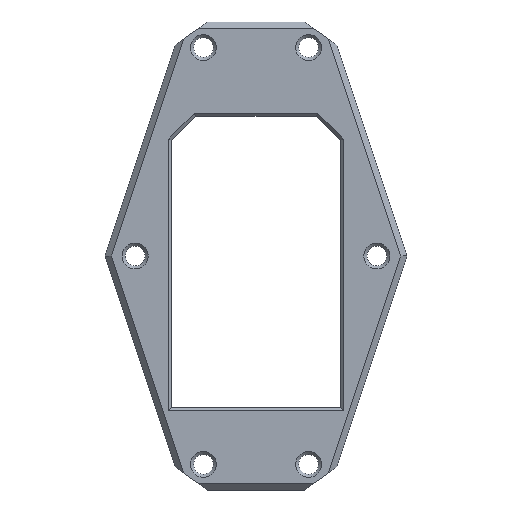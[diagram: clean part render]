
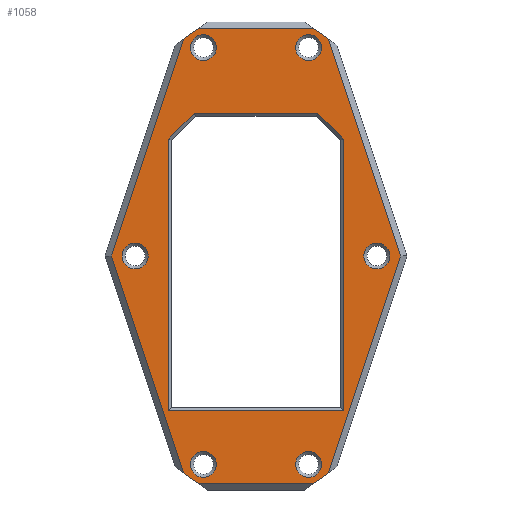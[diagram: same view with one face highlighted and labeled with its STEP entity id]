
A CAD part, front view. The second image highlights one B-rep face of the part: STEP entity #1058.
In plain terms, the highlighted planar face has unit normal (0, -1, 0).
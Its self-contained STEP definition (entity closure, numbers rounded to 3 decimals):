
#27=FACE_BOUND('',#129,.T.);
#28=FACE_BOUND('',#130,.T.);
#29=FACE_BOUND('',#131,.T.);
#30=FACE_BOUND('',#132,.T.);
#31=FACE_BOUND('',#133,.T.);
#32=FACE_BOUND('',#134,.T.);
#33=FACE_BOUND('',#135,.T.);
#43=CIRCLE('',#1131,2.15);
#44=CIRCLE('',#1132,2.15);
#45=CIRCLE('',#1133,2.15);
#46=CIRCLE('',#1134,2.15);
#47=CIRCLE('',#1135,2.15);
#48=CIRCLE('',#1136,2.15);
#70=FACE_OUTER_BOUND('',#128,.T.);
#128=EDGE_LOOP('',(#739,#740,#741,#742,#743,#744,#745,#746,#747,#748));
#129=EDGE_LOOP('',(#749));
#130=EDGE_LOOP('',(#750));
#131=EDGE_LOOP('',(#751));
#132=EDGE_LOOP('',(#752));
#133=EDGE_LOOP('',(#753));
#134=EDGE_LOOP('',(#754));
#135=EDGE_LOOP('',(#755,#756,#757,#758,#759,#760));
#193=LINE('',#1487,#325);
#197=LINE('',#1495,#329);
#201=LINE('',#1503,#333);
#204=LINE('',#1509,#336);
#206=LINE('',#1513,#338);
#210=LINE('',#1519,#342);
#218=LINE('',#1537,#350);
#219=LINE('',#1539,#351);
#220=LINE('',#1541,#352);
#221=LINE('',#1543,#353);
#222=LINE('',#1545,#354);
#223=LINE('',#1547,#355);
#224=LINE('',#1549,#356);
#225=LINE('',#1551,#357);
#226=LINE('',#1553,#358);
#227=LINE('',#1554,#359);
#325=VECTOR('',#1201,10.);
#329=VECTOR('',#1207,10.);
#333=VECTOR('',#1213,10.);
#336=VECTOR('',#1218,10.);
#338=VECTOR('',#1222,10.);
#342=VECTOR('',#1228,10.);
#350=VECTOR('',#1244,10.);
#351=VECTOR('',#1245,10.);
#352=VECTOR('',#1246,10.);
#353=VECTOR('',#1247,10.);
#354=VECTOR('',#1248,10.);
#355=VECTOR('',#1249,10.);
#356=VECTOR('',#1250,10.);
#357=VECTOR('',#1251,10.);
#358=VECTOR('',#1252,10.);
#359=VECTOR('',#1253,10.);
#457=VERTEX_POINT('',#1485);
#458=VERTEX_POINT('',#1486);
#461=VERTEX_POINT('',#1494);
#464=VERTEX_POINT('',#1502);
#466=VERTEX_POINT('',#1508);
#467=VERTEX_POINT('',#1512);
#473=VERTEX_POINT('',#1535);
#474=VERTEX_POINT('',#1536);
#475=VERTEX_POINT('',#1538);
#476=VERTEX_POINT('',#1540);
#477=VERTEX_POINT('',#1542);
#478=VERTEX_POINT('',#1544);
#479=VERTEX_POINT('',#1546);
#480=VERTEX_POINT('',#1548);
#481=VERTEX_POINT('',#1550);
#482=VERTEX_POINT('',#1552);
#483=VERTEX_POINT('',#1555);
#484=VERTEX_POINT('',#1557);
#485=VERTEX_POINT('',#1559);
#486=VERTEX_POINT('',#1561);
#487=VERTEX_POINT('',#1563);
#488=VERTEX_POINT('',#1565);
#553=EDGE_CURVE('',#457,#458,#193,.T.);
#557=EDGE_CURVE('',#458,#461,#197,.T.);
#561=EDGE_CURVE('',#461,#464,#201,.T.);
#564=EDGE_CURVE('',#464,#466,#204,.T.);
#566=EDGE_CURVE('',#467,#457,#206,.T.);
#570=EDGE_CURVE('',#466,#467,#210,.T.);
#578=EDGE_CURVE('',#473,#474,#218,.T.);
#579=EDGE_CURVE('',#475,#473,#219,.T.);
#580=EDGE_CURVE('',#476,#475,#220,.T.);
#581=EDGE_CURVE('',#477,#476,#221,.T.);
#582=EDGE_CURVE('',#478,#477,#222,.T.);
#583=EDGE_CURVE('',#479,#478,#223,.T.);
#584=EDGE_CURVE('',#480,#479,#224,.T.);
#585=EDGE_CURVE('',#481,#480,#225,.T.);
#586=EDGE_CURVE('',#482,#481,#226,.T.);
#587=EDGE_CURVE('',#474,#482,#227,.T.);
#588=EDGE_CURVE('',#483,#483,#43,.T.);
#589=EDGE_CURVE('',#484,#484,#44,.T.);
#590=EDGE_CURVE('',#485,#485,#45,.T.);
#591=EDGE_CURVE('',#486,#486,#46,.T.);
#592=EDGE_CURVE('',#487,#487,#47,.T.);
#593=EDGE_CURVE('',#488,#488,#48,.T.);
#739=ORIENTED_EDGE('',*,*,#578,.F.);
#740=ORIENTED_EDGE('',*,*,#579,.F.);
#741=ORIENTED_EDGE('',*,*,#580,.F.);
#742=ORIENTED_EDGE('',*,*,#581,.F.);
#743=ORIENTED_EDGE('',*,*,#582,.F.);
#744=ORIENTED_EDGE('',*,*,#583,.F.);
#745=ORIENTED_EDGE('',*,*,#584,.F.);
#746=ORIENTED_EDGE('',*,*,#585,.F.);
#747=ORIENTED_EDGE('',*,*,#586,.F.);
#748=ORIENTED_EDGE('',*,*,#587,.F.);
#749=ORIENTED_EDGE('',*,*,#588,.F.);
#750=ORIENTED_EDGE('',*,*,#589,.F.);
#751=ORIENTED_EDGE('',*,*,#590,.F.);
#752=ORIENTED_EDGE('',*,*,#591,.F.);
#753=ORIENTED_EDGE('',*,*,#592,.F.);
#754=ORIENTED_EDGE('',*,*,#593,.F.);
#755=ORIENTED_EDGE('',*,*,#553,.F.);
#756=ORIENTED_EDGE('',*,*,#566,.F.);
#757=ORIENTED_EDGE('',*,*,#570,.F.);
#758=ORIENTED_EDGE('',*,*,#564,.F.);
#759=ORIENTED_EDGE('',*,*,#561,.F.);
#760=ORIENTED_EDGE('',*,*,#557,.F.);
#1012=PLANE('',#1130);
#1058=ADVANCED_FACE('',(#70,#27,#28,#29,#30,#31,#32,#33),#1012,.T.);
#1130=AXIS2_PLACEMENT_3D('',#1534,#1242,#1243);
#1131=AXIS2_PLACEMENT_3D('',#1556,#1254,#1255);
#1132=AXIS2_PLACEMENT_3D('',#1558,#1256,#1257);
#1133=AXIS2_PLACEMENT_3D('',#1560,#1258,#1259);
#1134=AXIS2_PLACEMENT_3D('',#1562,#1260,#1261);
#1135=AXIS2_PLACEMENT_3D('',#1564,#1262,#1263);
#1136=AXIS2_PLACEMENT_3D('',#1566,#1264,#1265);
#1201=DIRECTION('',(1.,0.,0.));
#1207=DIRECTION('',(0.,0.,1.));
#1213=DIRECTION('',(-0.707,0.,0.707));
#1218=DIRECTION('',(-1.,0.,0.));
#1222=DIRECTION('',(0.,0.,-1.));
#1228=DIRECTION('',(-0.707,0.,-0.707));
#1242=DIRECTION('center_axis',(0.,-1.,0.));
#1243=DIRECTION('ref_axis',(1.,0.,0.));
#1244=DIRECTION('',(0.316,0.,-0.949));
#1245=DIRECTION('',(0.811,0.,-0.585));
#1246=DIRECTION('',(1.,0.,0.));
#1247=DIRECTION('',(0.811,0.,0.585));
#1248=DIRECTION('',(0.316,0.,0.949));
#1249=DIRECTION('',(-0.316,0.,0.949));
#1250=DIRECTION('',(-0.811,0.,0.585));
#1251=DIRECTION('',(-1.,0.,0.));
#1252=DIRECTION('',(-0.811,0.,-0.585));
#1253=DIRECTION('',(-0.316,0.,-0.949));
#1254=DIRECTION('center_axis',(0.,-1.,0.));
#1255=DIRECTION('ref_axis',(0.,0.,1.));
#1256=DIRECTION('center_axis',(0.,-1.,0.));
#1257=DIRECTION('ref_axis',(0.,0.,1.));
#1258=DIRECTION('center_axis',(0.,-1.,0.));
#1259=DIRECTION('ref_axis',(0.,0.,1.));
#1260=DIRECTION('center_axis',(0.,-1.,0.));
#1261=DIRECTION('ref_axis',(0.,0.,1.));
#1262=DIRECTION('center_axis',(0.,-1.,0.));
#1263=DIRECTION('ref_axis',(0.,0.,1.));
#1264=DIRECTION('center_axis',(0.,-1.,0.));
#1265=DIRECTION('ref_axis',(0.,0.,1.));
#1485=CARTESIAN_POINT('',(-14.5,-6.,-25.65));
#1486=CARTESIAN_POINT('',(14.5,-6.,-25.65));
#1487=CARTESIAN_POINT('',(7.,-6.,-25.65));
#1494=CARTESIAN_POINT('',(14.5,-6.,19.357));
#1495=CARTESIAN_POINT('',(14.5,-6.,11.575));
#1502=CARTESIAN_POINT('',(10.207,-6.,23.65));
#1503=CARTESIAN_POINT('',(14.641,-6.,19.216));
#1508=CARTESIAN_POINT('',(-10.207,-6.,23.65));
#1509=CARTESIAN_POINT('',(-7.,-6.,23.65));
#1512=CARTESIAN_POINT('',(-14.5,-6.,19.357));
#1513=CARTESIAN_POINT('',(-14.5,-6.,-12.575));
#1519=CARTESIAN_POINT('',(-14.641,-6.,19.216));
#1534=CARTESIAN_POINT('Origin',(0.,-6.,0.));
#1535=CARTESIAN_POINT('',(11.984,-6.,35.887));
#1536=CARTESIAN_POINT('',(23.946,-6.,0.));
#1537=CARTESIAN_POINT('',(19.657,-6.,12.867));
#1538=CARTESIAN_POINT('',(9.422,-6.,37.733));
#1539=CARTESIAN_POINT('',(15.271,-6.,33.518));
#1540=CARTESIAN_POINT('',(-9.422,-6.,37.733));
#1541=CARTESIAN_POINT('',(3.106,-6.,37.733));
#1542=CARTESIAN_POINT('',(-11.984,-6.,35.887));
#1543=CARTESIAN_POINT('',(-17.245,-6.,32.095));
#1544=CARTESIAN_POINT('',(-23.946,-6.,0.));
#1545=CARTESIAN_POINT('',(-19.657,-6.,12.867));
#1546=CARTESIAN_POINT('',(-11.984,-6.,-35.887));
#1547=CARTESIAN_POINT('',(-19.657,-6.,-12.867));
#1548=CARTESIAN_POINT('',(-9.422,-6.,-37.733));
#1549=CARTESIAN_POINT('',(-15.271,-6.,-33.518));
#1550=CARTESIAN_POINT('',(9.422,-6.,-37.733));
#1551=CARTESIAN_POINT('',(-3.106,-6.,-37.733));
#1552=CARTESIAN_POINT('',(11.984,-6.,-35.887));
#1553=CARTESIAN_POINT('',(17.245,-6.,-32.095));
#1554=CARTESIAN_POINT('',(19.657,-6.,-12.867));
#1555=CARTESIAN_POINT('',(20.,-6.,-2.15));
#1556=CARTESIAN_POINT('Origin',(20.,-6.,0.));
#1557=CARTESIAN_POINT('',(-8.7,-6.,-36.65));
#1558=CARTESIAN_POINT('Origin',(-8.7,-6.,-34.5));
#1559=CARTESIAN_POINT('',(8.7,-6.,32.35));
#1560=CARTESIAN_POINT('Origin',(8.7,-6.,34.5));
#1561=CARTESIAN_POINT('',(-8.7,-6.,32.35));
#1562=CARTESIAN_POINT('Origin',(-8.7,-6.,34.5));
#1563=CARTESIAN_POINT('',(-20.,-6.,-2.15));
#1564=CARTESIAN_POINT('Origin',(-20.,-6.,0.));
#1565=CARTESIAN_POINT('',(8.7,-6.,-36.65));
#1566=CARTESIAN_POINT('Origin',(8.7,-6.,-34.5));
